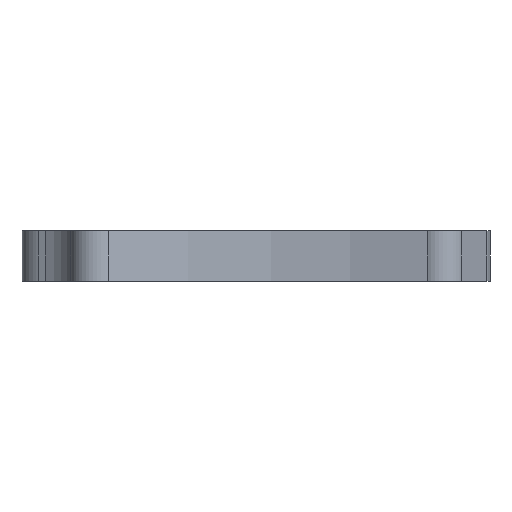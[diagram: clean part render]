
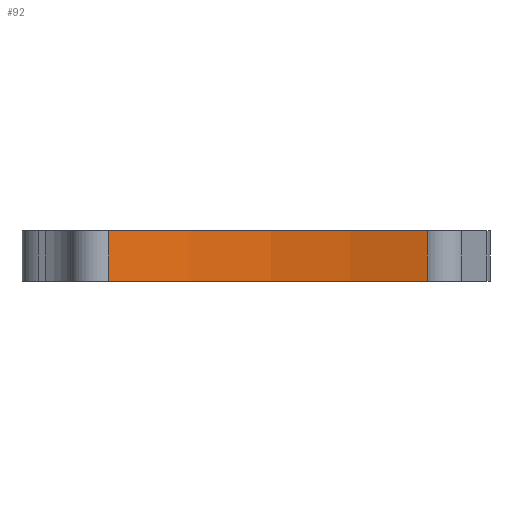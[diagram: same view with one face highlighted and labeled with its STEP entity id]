
A CAD part, front view. The second image highlights one B-rep face of the part: STEP entity #92.
In plain terms, the highlighted free-form (B-spline) face has degree [2, 1] with [3, 2] control points.
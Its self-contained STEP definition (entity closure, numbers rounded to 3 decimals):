
#92=ADVANCED_FACE('',(#240),#2428,.T.);
#240=FACE_OUTER_BOUND('',#398,.T.);
#398=EDGE_LOOP('',(#672,#673,#674,#675));
#672=ORIENTED_EDGE('',*,*,#1407,.T.);
#673=ORIENTED_EDGE('',*,*,#1408,.T.);
#674=ORIENTED_EDGE('',*,*,#1409,.F.);
#675=ORIENTED_EDGE('',*,*,#1405,.F.);
#1405=EDGE_CURVE('',#2164,#2165,#1831,.T.);
#1407=EDGE_CURVE('',#2164,#2166,#1833,.T.);
#1408=EDGE_CURVE('',#2166,#2167,#1834,.T.);
#1409=EDGE_CURVE('',#2165,#2167,#1835,.T.);
#1831=(
BOUNDED_CURVE()
B_SPLINE_CURVE(1,(#4239,#4240),.UNSPECIFIED.,.F.,.F.)
B_SPLINE_CURVE_WITH_KNOTS((2,2),(0.,8.),.UNSPECIFIED.)
CURVE()
GEOMETRIC_REPRESENTATION_ITEM()
RATIONAL_B_SPLINE_CURVE((1.,1.))
REPRESENTATION_ITEM('')
);
#1833=(
BOUNDED_CURVE()
B_SPLINE_CURVE(2,(#4246,#4247,#4248),.UNSPECIFIED.,.F.,.F.)
B_SPLINE_CURVE_WITH_KNOTS((3,3),(-278.183,-226.685),
 .UNSPECIFIED.)
CURVE()
GEOMETRIC_REPRESENTATION_ITEM()
RATIONAL_B_SPLINE_CURVE((1.,0.953,1.))
REPRESENTATION_ITEM('')
);
#1834=(
BOUNDED_CURVE()
B_SPLINE_CURVE(1,(#4249,#4250),.UNSPECIFIED.,.F.,.F.)
B_SPLINE_CURVE_WITH_KNOTS((2,2),(0.,8.),.UNSPECIFIED.)
CURVE()
GEOMETRIC_REPRESENTATION_ITEM()
RATIONAL_B_SPLINE_CURVE((1.,1.))
REPRESENTATION_ITEM('')
);
#1835=(
BOUNDED_CURVE()
B_SPLINE_CURVE(2,(#4251,#4252,#4253),.UNSPECIFIED.,.F.,.F.)
B_SPLINE_CURVE_WITH_KNOTS((3,3),(-278.183,-226.685),
 .UNSPECIFIED.)
CURVE()
GEOMETRIC_REPRESENTATION_ITEM()
RATIONAL_B_SPLINE_CURVE((1.,0.953,1.))
REPRESENTATION_ITEM('')
);
#2164=VERTEX_POINT('',#3824);
#2165=VERTEX_POINT('',#3825);
#2166=VERTEX_POINT('',#3826);
#2167=VERTEX_POINT('',#3827);
#2428=(
BOUNDED_SURFACE()
B_SPLINE_SURFACE(2,1,((#2774,#2775),(#2776,#2777),(#2778,#2779)),
 .UNSPECIFIED.,.F.,.F.,.F.)
B_SPLINE_SURFACE_WITH_KNOTS((3,3),(2,2),(-278.183,-226.685),
(0.,8.),.UNSPECIFIED.)
GEOMETRIC_REPRESENTATION_ITEM()
RATIONAL_B_SPLINE_SURFACE(((1.,1.),(0.953,0.953),
(1.,1.)))
REPRESENTATION_ITEM('')
SURFACE()
);
#2774=CARTESIAN_POINT('',(-25.245,-23.928,0.));
#2775=CARTESIAN_POINT('',(-25.245,-23.928,8.));
#2776=CARTESIAN_POINT('',(0.1,-15.878,0.));
#2777=CARTESIAN_POINT('',(0.1,-15.878,8.));
#2778=CARTESIAN_POINT('',(25.445,-23.928,0.));
#2779=CARTESIAN_POINT('',(25.445,-23.928,8.));
#3824=CARTESIAN_POINT('',(-25.245,-23.928,0.));
#3825=CARTESIAN_POINT('',(-25.245,-23.928,8.));
#3826=CARTESIAN_POINT('',(25.445,-23.928,0.));
#3827=CARTESIAN_POINT('',(25.445,-23.928,8.));
#4239=CARTESIAN_POINT('',(-25.245,-23.928,0.));
#4240=CARTESIAN_POINT('',(-25.245,-23.928,8.));
#4246=CARTESIAN_POINT('',(-25.245,-23.928,0.));
#4247=CARTESIAN_POINT('',(0.1,-15.878,0.));
#4248=CARTESIAN_POINT('',(25.445,-23.928,0.));
#4249=CARTESIAN_POINT('',(25.445,-23.928,0.));
#4250=CARTESIAN_POINT('',(25.445,-23.928,8.));
#4251=CARTESIAN_POINT('',(-25.245,-23.928,8.));
#4252=CARTESIAN_POINT('',(0.1,-15.878,8.));
#4253=CARTESIAN_POINT('',(25.445,-23.928,8.));
